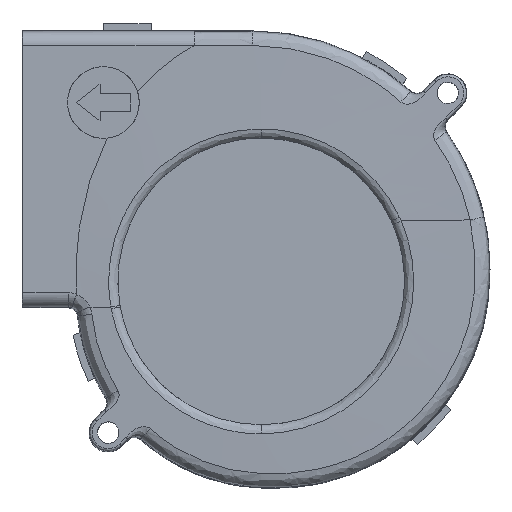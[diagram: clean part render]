
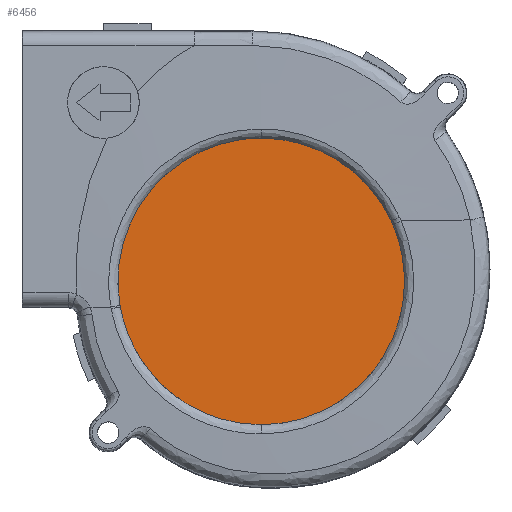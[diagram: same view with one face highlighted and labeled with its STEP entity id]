
A CAD part, top view. The second image highlights one B-rep face of the part: STEP entity #6456.
In plain terms, the highlighted planar face has unit normal (0, 0, 1).
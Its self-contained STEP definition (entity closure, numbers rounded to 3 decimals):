
#1839=CARTESIAN_POINT('',(-1.79,50.269,14.85));
#1840=CARTESIAN_POINT('',(0.99,50.269,14.85));
#1841=CARTESIAN_POINT('',(6.564,49.778,14.848));
#1842=CARTESIAN_POINT('',(14.654,47.591,14.849));
#1843=CARTESIAN_POINT('',(22.241,44.022,14.848));
#1844=CARTESIAN_POINT('',(29.085,39.179,14.849));
#1845=CARTESIAN_POINT('',(34.976,33.213,14.849));
#1846=CARTESIAN_POINT('',(39.732,26.312,14.849));
#1847=CARTESIAN_POINT('',(43.203,18.672,14.849));
#1848=CARTESIAN_POINT('',(45.302,10.576,14.849));
#1849=CARTESIAN_POINT('',(45.851,2.442,14.849));
#1850=CARTESIAN_POINT('',(45.348,-5.39,14.849));
#1851=CARTESIAN_POINT('',(43.461,-12.664,14.849));
#1852=CARTESIAN_POINT('',(40.343,-19.539,14.849));
#1853=CARTESIAN_POINT('',(36.069,-25.745,14.849));
#1854=CARTESIAN_POINT('',(30.772,-31.113,14.849));
#1855=CARTESIAN_POINT('',(24.622,-35.469,14.849));
#1856=CARTESIAN_POINT('',(17.79,-38.678,14.849));
#1857=CARTESIAN_POINT('',(10.537,-40.661,14.849));
#1858=CARTESIAN_POINT('',(4.996,-41.096,14.849));
#1859=CARTESIAN_POINT('',(-0.215,-41.098,
14.849));
#1860=CARTESIAN_POINT('',(-4.984,-40.743,
14.849));
#1861=CARTESIAN_POINT('',(-11.152,-39.134,
14.849));
#1862=CARTESIAN_POINT('',(-16.997,-36.527,
14.849));
#1863=CARTESIAN_POINT('',(-22.31,-32.978,
14.849));
#1864=CARTESIAN_POINT('',(-26.958,-28.588,
14.849));
#1865=CARTESIAN_POINT('',(-30.804,-23.483,
14.848));
#1866=CARTESIAN_POINT('',(-33.742,-17.805,
14.849));
#1867=CARTESIAN_POINT('',(-35.524,-12.229,
14.848));
#1868=CARTESIAN_POINT('',(-36.125,-8.554,
14.85));
#1869=CARTESIAN_POINT('',(-36.283,-6.973,
14.85));
#1871=CARTESIAN_POINT('',(-38.491,-3.783,
14.85));
#1872=CARTESIAN_POINT('',(-38.565,-2.8,
14.85));
#1873=CARTESIAN_POINT('',(-38.685,-0.679,
14.85));
#1874=CARTESIAN_POINT('',(-38.704,2.893,14.85));
#1875=CARTESIAN_POINT('',(-38.498,7.089,14.85));
#1876=CARTESIAN_POINT('',(-38.007,11.47,14.85));
#1877=CARTESIAN_POINT('',(-37.289,15.492,14.85));
#1878=CARTESIAN_POINT('',(-36.336,19.385,14.85));
#1879=CARTESIAN_POINT('',(-35.161,23.112,14.85));
#1880=CARTESIAN_POINT('',(-33.789,26.64,14.85));
#1881=CARTESIAN_POINT('',(-32.243,29.946,14.85));
#1882=CARTESIAN_POINT('',(-30.522,33.063,14.85));
#1883=CARTESIAN_POINT('',(-28.639,35.989,14.85));
#1884=CARTESIAN_POINT('',(-26.624,38.696,14.85));
#1885=CARTESIAN_POINT('',(-24.514,41.157,14.85));
#1886=CARTESIAN_POINT('',(-22.352,43.345,14.85));
#1887=CARTESIAN_POINT('',(-20.175,45.259,14.85));
#1888=CARTESIAN_POINT('',(-18.009,46.901,14.85));
#1889=CARTESIAN_POINT('',(-15.877,48.279,14.85));
#1890=CARTESIAN_POINT('',(-13.799,49.409,14.85));
#1891=CARTESIAN_POINT('',(-12.463,50.006,14.85));
#1892=CARTESIAN_POINT('',(-11.808,50.269,14.85));
#1894=DIRECTION('',(1.,0.,0.));
#1895=VECTOR('',#1894,10.018);
#1896=CARTESIAN_POINT('',(-11.808,50.269,14.85));
#1897=LINE('',#1896,#1895);
#1952=CARTESIAN_POINT('',(-38.491,-3.783,14.85));
#1953=CARTESIAN_POINT('',(-37.828,-4.111,14.85));
#1954=CARTESIAN_POINT('',(-36.857,-5.011,14.85));
#1955=CARTESIAN_POINT('',(-36.356,-6.237,14.85));
#1956=CARTESIAN_POINT('',(-36.283,-6.973,14.85));
#2247=CARTESIAN_POINT('',(-11.808,50.269,14.85));
#2248=CARTESIAN_POINT('',(-1.79,50.269,14.85));
#2249=VERTEX_POINT('',#2247);
#2250=VERTEX_POINT('',#2248);
#2254=VERTEX_POINT('',#1869);
#2257=VERTEX_POINT('',#1871);
#6442=CARTESIAN_POINT('',(3.492,4.582,14.85));
#6443=DIRECTION('',(0.,0.,1.));
#6444=DIRECTION('',(1.,0.,0.));
#6445=AXIS2_PLACEMENT_3D('',#6442,#6443,#6444);
#6446=PLANE('',#6445);
#6448=ORIENTED_EDGE('',*,*,#6447,.T.);
#6450=ORIENTED_EDGE('',*,*,#6449,.F.);
#6451=ORIENTED_EDGE('',*,*,#6425,.T.);
#6453=ORIENTED_EDGE('',*,*,#6452,.T.);
#6454=EDGE_LOOP('',(#6448,#6450,#6451,#6453));
#6455=FACE_OUTER_BOUND('',#6454,.F.);
#1870=B_SPLINE_CURVE_WITH_KNOTS('',3,(#1839,#1840,#1841,#1842,#1843,#1844,#1845,
#1846,#1847,#1848,#1849,#1850,#1851,#1852,#1853,#1854,#1855,#1856,#1857,#1858,
#1859,#1860,#1861,#1862,#1863,#1864,#1865,#1866,#1867,#1868,#1869),
.UNSPECIFIED.,.F.,.F.,(4,1,1,1,1,1,1,1,1,1,1,1,1,1,1,1,1,1,1,1,1,1,1,1,1,1,1,1,
4),(0.,0.042,0.083,0.125,
0.166,0.208,0.249,0.291,
0.332,0.374,0.412,0.449,
0.487,0.524,0.562,0.599,
0.637,0.674,0.712,0.72,
0.752,0.784,0.816,0.848,
0.88,0.912,0.944,0.976,1.),
.UNSPECIFIED.);
#1893=B_SPLINE_CURVE_WITH_KNOTS('',3,(#1871,#1872,#1873,#1874,#1875,#1876,#1877,
#1878,#1879,#1880,#1881,#1882,#1883,#1884,#1885,#1886,#1887,#1888,#1889,#1890,
#1891,#1892),.UNSPECIFIED.,.F.,.F.,(4,1,1,1,1,1,1,1,1,1,1,1,1,1,1,1,1,1,1,4),(
0.,0.053,0.105,0.158,0.211,
0.263,0.316,0.368,0.421,
0.474,0.526,0.579,0.632,
0.684,0.737,0.789,0.842,
0.895,0.947,1.),.UNSPECIFIED.);
#1957=B_SPLINE_CURVE_WITH_KNOTS('',3,(#1952,#1953,#1954,#1955,#1956),
.UNSPECIFIED.,.F.,.F.,(4,1,4),(0.,0.5,1.),.UNSPECIFIED.);
#6425=EDGE_CURVE('',#2257,#2249,#1893,.T.);
#6447=EDGE_CURVE('',#2250,#2254,#1870,.T.);
#6449=EDGE_CURVE('',#2257,#2254,#1957,.T.);
#6452=EDGE_CURVE('',#2249,#2250,#1897,.T.);
#6456=ADVANCED_FACE('',(#6455),#6446,.T.);
